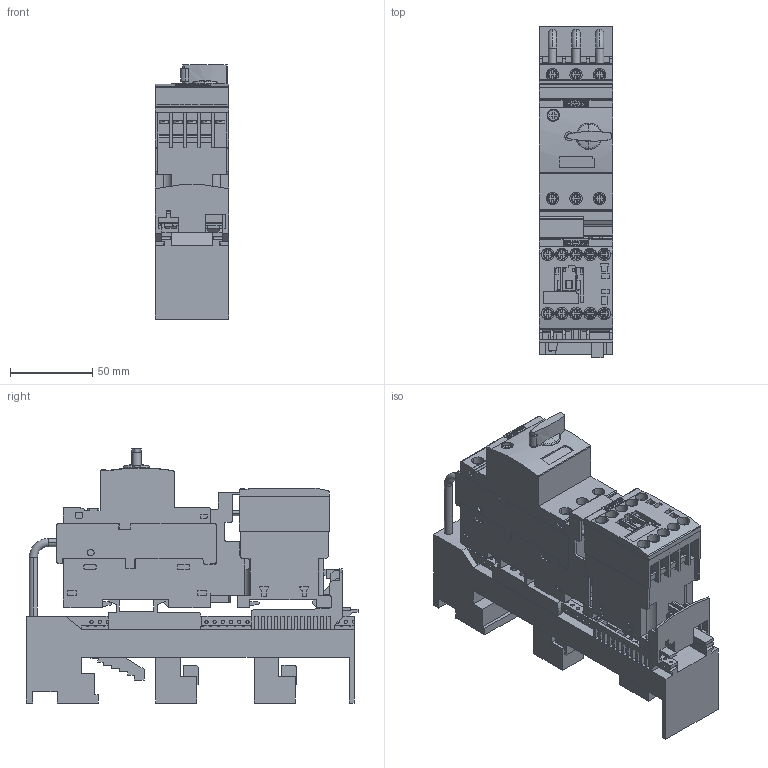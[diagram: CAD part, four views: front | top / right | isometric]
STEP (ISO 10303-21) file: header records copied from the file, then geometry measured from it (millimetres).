
FILE_DESCRIPTION(('STEP AP214'),'1');
FILE_NAME('cctmp_66C7CE37-5615-49DC-ABBD-80D4F15D9FDF_2023_07_18_12_20_42_0987..stp','2023-07-18T10:20:45',('SIEMENS A&D'),('CADClick - www.CADClick.com'),'Spatial InterOp 3D postprocessed',' ','unknown authorization');
FILE_SCHEMA(('AUTOMOTIVE_DESIGN'));
Length unit declared in the file: millimetre
Products named in the file (1): 2023_07_18_12_20_42_0862
Bounding box: 45 x 202.4 x 154.9 mm (x, y, z)
Volume: 699167 mm3; surface area: 166332.2 mm2
Topology: 1 solids, 22 shells, 2771 faces, 8020 edges, 5251 vertices
Faces by surface type: plane 1908, cylinder 722, torus 80, cone 61
Entity records: 154056 total; most frequent: CARTESIAN_POINT 17707, ORIENTED_EDGE 16172, STYLED_ITEM 16043, PRESENTATION_STYLE_ASSIGNMENT 16043, DIRECTION 15339, EDGE_CURVE 8020, CURVE_STYLE 8020, DRAUGHTING_PRE_DEFINED_CURVE_FONT 8020
